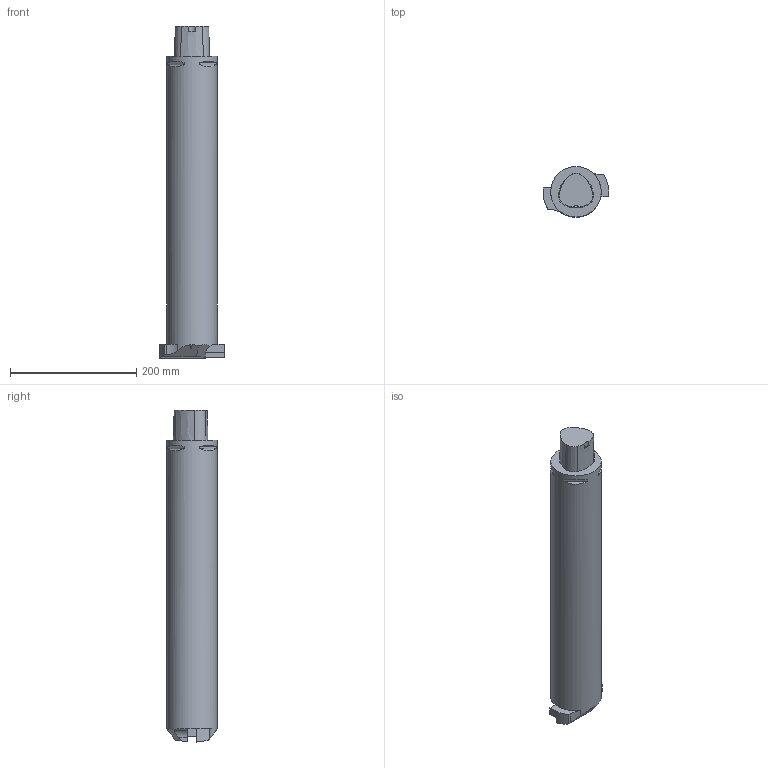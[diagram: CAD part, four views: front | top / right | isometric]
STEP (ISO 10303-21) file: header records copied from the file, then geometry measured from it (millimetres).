
FILE_DESCRIPTION(/* description */ (''),/* implementation_level */ '2;1');
FILE_NAME(/* name */ '1544795863768.stp',/* time_stamp */ '2018-12-14T14:57:57+01:00',/* author */ (''),/* organization */ ('SMS'),/* preprocessor_version */ 'ST-DEVELOPER v15',/* originating_system */ 'SIEMENS PLM Software NX 8.5',/* authorisation */ '');
FILE_SCHEMA (('AUTOMOTIVE_DESIGN { 1 0 10303 214 3 1 1 1 }'));
Length unit declared in the file: millimetre
Products named in the file (1): 201110142mod000_00
Bounding box: 103 x 80 x 526 mm (x, y, z)
Volume: 2485558.6 mm3; surface area: 140473.2 mm2
Topology: 1 solids, 1 shells, 77 faces, 195 edges, 134 vertices
Faces by surface type: plane 55, cylinder 8, extrusion 8, cone 6
Full cylindrical faces by diameter (mm): 80 x1
Entity records: 2663 total; most frequent: CARTESIAN_POINT 753, ORIENTED_EDGE 386, DIRECTION 364, EDGE_CURVE 193, VERTEX_POINT 129, AXIS2_PLACEMENT_3D 123, VECTOR 118, LINE 110
